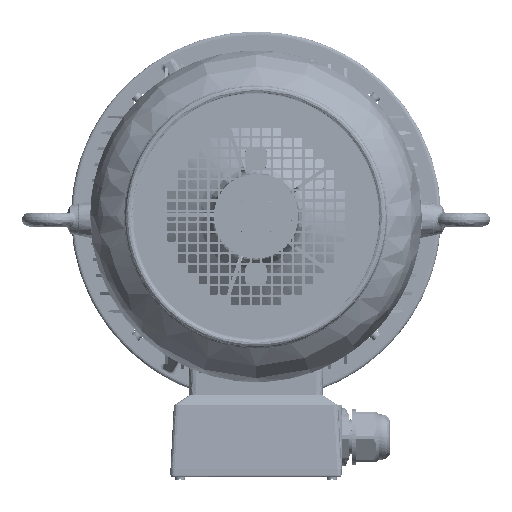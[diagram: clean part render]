
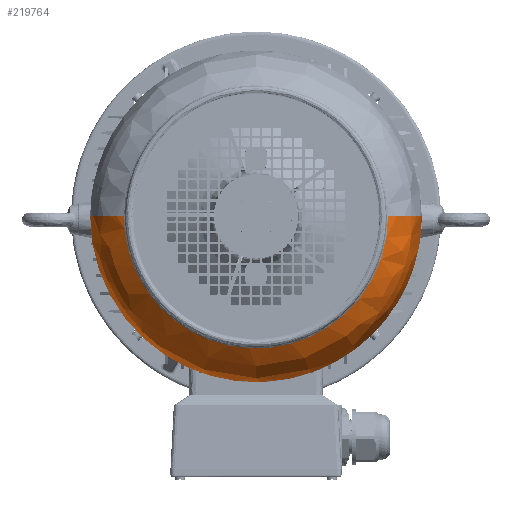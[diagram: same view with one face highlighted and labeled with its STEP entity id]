
A CAD part, left-side view. The second image highlights one B-rep face of the part: STEP entity #219764.
In plain terms, the highlighted free-form (B-spline) face has degree [3, 3] with [4, 4] control points.
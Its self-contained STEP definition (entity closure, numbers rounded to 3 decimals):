
#2436 = CARTESIAN_POINT ( 'NONE',  ( -432.445, 144.914, 668.506 ) ) ;
#9734 = EDGE_CURVE ( 'NONE', #236258, #130884, #39134, .T. ) ;
#15363 = EDGE_CURVE ( 'NONE', #34723, #215796, #68901, .T. ) ;
#20824 = CARTESIAN_POINT ( 'NONE',  ( -402.455, 176.865, 668.506 ) ) ;
#20880 = CARTESIAN_POINT ( 'NONE',  ( -379.706, 176.865, 668.506 ) ) ;
#22254 = CARTESIAN_POINT ( 'NONE',  ( -432.445, 144.914, 418.409 ) ) ;
#23658 = CARTESIAN_POINT ( 'NONE',  ( -421.912, 165.077, 378.082 ) ) ;
#34723 = VERTEX_POINT ( 'NONE', #171095 ) ;
#39134 =( BOUNDED_CURVE ( )  B_SPLINE_CURVE ( 3, ( #66970, #110757, #45723, #151851 ),
 .UNSPECIFIED., .F., .F. ) 
 B_SPLINE_CURVE_WITH_KNOTS ( ( 4, 4 ),
 ( 0., 3.142 ),
 .UNSPECIFIED. ) 
 CURVE ( )  GEOMETRIC_REPRESENTATION_ITEM ( )  RATIONAL_B_SPLINE_CURVE ( ( 1., 0.333, 0.333, 1. ) ) 
 REPRESENTATION_ITEM ( '' )  );
#42106 = CARTESIAN_POINT ( 'NONE',  ( -421.912, -125.347, 378.082 ) ) ;
#44055 = CARTESIAN_POINT ( 'NONE',  ( -432.445, -105.184, 668.506 ) ) ;
#44888 = CARTESIAN_POINT ( 'NONE',  ( -402.455, -137.135, 668.506 ) ) ;
#45723 = CARTESIAN_POINT ( 'NONE',  ( -379.706, -137.135, 354.506 ) ) ;
#59162 = EDGE_CURVE ( 'NONE', #236258, #215796, #82133, .T. ) ;
#63301 = CARTESIAN_POINT ( 'NONE',  ( -379.706, 176.865, 354.506 ) ) ;
#63613 =( BOUNDED_SURFACE ( )  B_SPLINE_SURFACE ( 3, 3, ( 
 ( #151019, #217619, #63301, #20880 ),
 ( #44888, #261493, #149621, #258684 ),
 ( #236055, #42106, #23658, #190771 ),
 ( #64720, #237439, #22254, #195002 ) ),
 .UNSPECIFIED., .F., .F., .F. ) 
 B_SPLINE_SURFACE_WITH_KNOTS ( ( 4, 4 ),
 ( 4, 4 ),
 ( 0., 1. ),
 ( 0., 1. ),
 .UNSPECIFIED. ) 
 GEOMETRIC_REPRESENTATION_ITEM ( )  RATIONAL_B_SPLINE_SURFACE ( (
 ( 1., 0.333, 0.333, 1.),
 ( 0.904, 0.301, 0.301, 0.904),
 ( 0.904, 0.301, 0.301, 0.904),
 ( 1., 0.333, 0.333, 1.) ) ) 
 REPRESENTATION_ITEM ( '' )  SURFACE ( )  );
#64720 = CARTESIAN_POINT ( 'NONE',  ( -432.445, -105.184, 668.506 ) ) ;
#66970 = CARTESIAN_POINT ( 'NONE',  ( -379.706, 176.865, 668.506 ) ) ;
#68901 =( BOUNDED_CURVE ( )  B_SPLINE_CURVE ( 3, ( #227690, #209281, #188006, #182404 ),
 .UNSPECIFIED., .F., .F. ) 
 B_SPLINE_CURVE_WITH_KNOTS ( ( 4, 4 ),
 ( 3.142, 6.283 ),
 .UNSPECIFIED. ) 
 CURVE ( )  GEOMETRIC_REPRESENTATION_ITEM ( )  RATIONAL_B_SPLINE_CURVE ( ( 1., 0.333, 0.333, 1. ) ) 
 REPRESENTATION_ITEM ( '' )  );
#82133 =( BOUNDED_CURVE ( )  B_SPLINE_CURVE ( 3, ( #199105, #20824, #218975, #2436 ),
 .UNSPECIFIED., .F., .F. ) 
 B_SPLINE_CURVE_WITH_KNOTS ( ( 4, 4 ),
 ( 0., 1.089 ),
 .UNSPECIFIED. ) 
 CURVE ( )  GEOMETRIC_REPRESENTATION_ITEM ( )  RATIONAL_B_SPLINE_CURVE ( ( 1., 0.904, 0.904, 1. ) ) 
 REPRESENTATION_ITEM ( '' )  );
#85110 = CARTESIAN_POINT ( 'NONE',  ( -421.912, -125.347, 668.506 ) ) ;
#87330 = FACE_OUTER_BOUND ( 'NONE', #120429, .T. ) ;
#107681 = CARTESIAN_POINT ( 'NONE',  ( -402.455, -137.135, 668.506 ) ) ;
#110422 = CARTESIAN_POINT ( 'NONE',  ( -379.706, 176.865, 668.506 ) ) ;
#110757 = CARTESIAN_POINT ( 'NONE',  ( -379.706, 176.865, 354.506 ) ) ;
#113156 = ORIENTED_EDGE ( 'NONE', *, *, #15363, .T. ) ;
#120429 = EDGE_LOOP ( 'NONE', ( #148920, #113156, #184931, #159510 ) ) ;
#130884 = VERTEX_POINT ( 'NONE', #145176 ) ;
#133460 =( BOUNDED_CURVE ( )  B_SPLINE_CURVE ( 3, ( #44055, #85110, #107681, #171435 ),
 .UNSPECIFIED., .F., .F. ) 
 B_SPLINE_CURVE_WITH_KNOTS ( ( 4, 4 ),
 ( 0., 1.089 ),
 .UNSPECIFIED. ) 
 CURVE ( )  GEOMETRIC_REPRESENTATION_ITEM ( )  RATIONAL_B_SPLINE_CURVE ( ( 1., 0.904, 0.904, 1. ) ) 
 REPRESENTATION_ITEM ( '' )  );
#145176 = CARTESIAN_POINT ( 'NONE',  ( -379.706, -137.135, 668.506 ) ) ;
#148920 = ORIENTED_EDGE ( 'NONE', *, *, #256372, .F. ) ;
#149621 = CARTESIAN_POINT ( 'NONE',  ( -402.455, 176.865, 354.506 ) ) ;
#151019 = CARTESIAN_POINT ( 'NONE',  ( -379.706, -137.135, 668.506 ) ) ;
#151851 = CARTESIAN_POINT ( 'NONE',  ( -379.706, -137.135, 668.506 ) ) ;
#159510 = ORIENTED_EDGE ( 'NONE', *, *, #9734, .T. ) ;
#171095 = CARTESIAN_POINT ( 'NONE',  ( -432.445, -105.184, 668.506 ) ) ;
#171435 = CARTESIAN_POINT ( 'NONE',  ( -379.706, -137.135, 668.506 ) ) ;
#182404 = CARTESIAN_POINT ( 'NONE',  ( -432.445, 144.914, 668.506 ) ) ;
#184931 = ORIENTED_EDGE ( 'NONE', *, *, #59162, .F. ) ;
#188006 = CARTESIAN_POINT ( 'NONE',  ( -432.445, 144.914, 418.409 ) ) ;
#190771 = CARTESIAN_POINT ( 'NONE',  ( -421.912, 165.077, 668.506 ) ) ;
#195002 = CARTESIAN_POINT ( 'NONE',  ( -432.445, 144.914, 668.506 ) ) ;
#199105 = CARTESIAN_POINT ( 'NONE',  ( -379.706, 176.865, 668.506 ) ) ;
#209281 = CARTESIAN_POINT ( 'NONE',  ( -432.445, -105.184, 418.409 ) ) ;
#215796 = VERTEX_POINT ( 'NONE', #233056 ) ;
#217619 = CARTESIAN_POINT ( 'NONE',  ( -379.706, -137.135, 354.506 ) ) ;
#218975 = CARTESIAN_POINT ( 'NONE',  ( -421.912, 165.077, 668.506 ) ) ;
#219764 = ADVANCED_FACE ( 'NONE', ( #87330 ), #63613, .T. ) ;
#227690 = CARTESIAN_POINT ( 'NONE',  ( -432.445, -105.184, 668.506 ) ) ;
#233056 = CARTESIAN_POINT ( 'NONE',  ( -432.445, 144.914, 668.506 ) ) ;
#236055 = CARTESIAN_POINT ( 'NONE',  ( -421.912, -125.347, 668.506 ) ) ;
#236258 = VERTEX_POINT ( 'NONE', #110422 ) ;
#237439 = CARTESIAN_POINT ( 'NONE',  ( -432.445, -105.184, 418.409 ) ) ;
#256372 = EDGE_CURVE ( 'NONE', #34723, #130884, #133460, .T. ) ;
#258684 = CARTESIAN_POINT ( 'NONE',  ( -402.455, 176.865, 668.506 ) ) ;
#261493 = CARTESIAN_POINT ( 'NONE',  ( -402.455, -137.135, 354.506 ) ) ;
